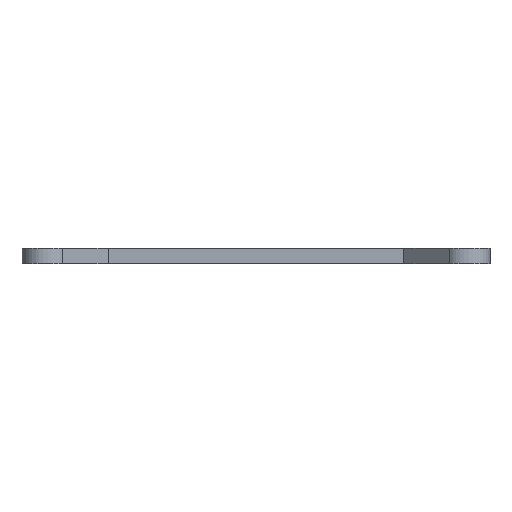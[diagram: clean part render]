
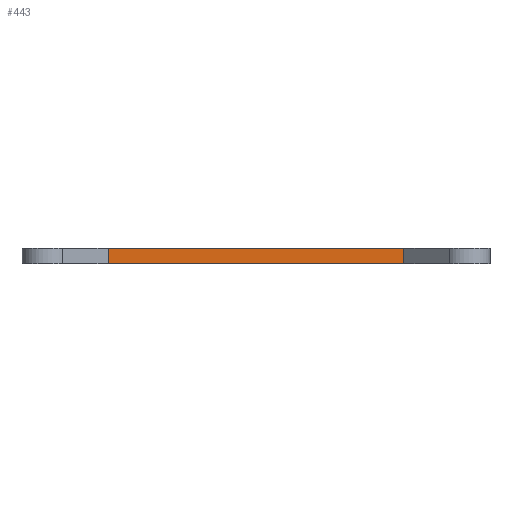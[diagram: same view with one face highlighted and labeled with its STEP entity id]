
A CAD part, left-side view. The second image highlights one B-rep face of the part: STEP entity #443.
In plain terms, the highlighted planar face has unit normal (-1, 0, 0).
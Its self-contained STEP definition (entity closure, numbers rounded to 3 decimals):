
#72 = PLANE('',#73);
#73 = AXIS2_PLACEMENT_3D('',#74,#75,#76);
#74 = CARTESIAN_POINT('',(0.,0.,6.35));
#75 = DIRECTION('',(0.,0.,1.));
#76 = DIRECTION('',(1.,0.,0.));
#126 = PLANE('',#127);
#127 = AXIS2_PLACEMENT_3D('',#128,#129,#130);
#128 = CARTESIAN_POINT('',(0.,0.,0.));
#129 = DIRECTION('',(0.,0.,1.));
#130 = DIRECTION('',(1.,0.,0.));
#334 = PLANE('',#335);
#335 = AXIS2_PLACEMENT_3D('',#336,#337,#338);
#336 = CARTESIAN_POINT('',(-96.071,81.929,0.));
#337 = DIRECTION('',(0.707,0.707,0.));
#338 = DIRECTION('',(0.707,-0.707,0.));
#373 = VERTEX_POINT('',#374);
#374 = CARTESIAN_POINT('',(-76.642,62.5,6.35));
#395 = EDGE_CURVE('',#396,#373,#398,.T.);
#396 = VERTEX_POINT('',#397);
#397 = CARTESIAN_POINT('',(-76.642,62.5,0.));
#398 = SURFACE_CURVE('',#399,(#403,#410),.PCURVE_S1.);
#399 = LINE('',#400,#401);
#400 = CARTESIAN_POINT('',(-76.642,62.5,0.));
#401 = VECTOR('',#402,1.);
#402 = DIRECTION('',(0.,0.,1.));
#403 = PCURVE('',#334,#404);
#404 = DEFINITIONAL_REPRESENTATION('',(#405),#409);
#405 = LINE('',#406,#407);
#406 = CARTESIAN_POINT('',(27.477,0.));
#407 = VECTOR('',#408,1.);
#408 = DIRECTION('',(0.,-1.));
#409 = ( GEOMETRIC_REPRESENTATION_CONTEXT(2) 
PARAMETRIC_REPRESENTATION_CONTEXT() REPRESENTATION_CONTEXT('2D SPACE',''
  ) );
#410 = PCURVE('',#411,#416);
#411 = PLANE('',#412);
#412 = AXIS2_PLACEMENT_3D('',#413,#414,#415);
#413 = CARTESIAN_POINT('',(-76.642,62.5,0.));
#414 = DIRECTION('',(1.,0.,0.));
#415 = DIRECTION('',(0.,-1.,0.));
#416 = DEFINITIONAL_REPRESENTATION('',(#417),#421);
#417 = LINE('',#418,#419);
#418 = CARTESIAN_POINT('',(0.,0.));
#419 = VECTOR('',#420,1.);
#420 = DIRECTION('',(0.,-1.));
#421 = ( GEOMETRIC_REPRESENTATION_CONTEXT(2) 
PARAMETRIC_REPRESENTATION_CONTEXT() REPRESENTATION_CONTEXT('2D SPACE',''
  ) );
#443 = ADVANCED_FACE('',(#444),#411,.F.);
#444 = FACE_BOUND('',#445,.F.);
#445 = EDGE_LOOP('',(#446,#447,#470,#498));
#446 = ORIENTED_EDGE('',*,*,#395,.T.);
#447 = ORIENTED_EDGE('',*,*,#448,.T.);
#448 = EDGE_CURVE('',#373,#449,#451,.T.);
#449 = VERTEX_POINT('',#450);
#450 = CARTESIAN_POINT('',(-76.642,-62.5,6.35));
#451 = SURFACE_CURVE('',#452,(#456,#463),.PCURVE_S1.);
#452 = LINE('',#453,#454);
#453 = CARTESIAN_POINT('',(-76.642,62.5,6.35));
#454 = VECTOR('',#455,1.);
#455 = DIRECTION('',(0.,-1.,0.));
#456 = PCURVE('',#411,#457);
#457 = DEFINITIONAL_REPRESENTATION('',(#458),#462);
#458 = LINE('',#459,#460);
#459 = CARTESIAN_POINT('',(0.,-6.35));
#460 = VECTOR('',#461,1.);
#461 = DIRECTION('',(1.,0.));
#462 = ( GEOMETRIC_REPRESENTATION_CONTEXT(2) 
PARAMETRIC_REPRESENTATION_CONTEXT() REPRESENTATION_CONTEXT('2D SPACE',''
  ) );
#463 = PCURVE('',#72,#464);
#464 = DEFINITIONAL_REPRESENTATION('',(#465),#469);
#465 = LINE('',#466,#467);
#466 = CARTESIAN_POINT('',(-76.642,62.5));
#467 = VECTOR('',#468,1.);
#468 = DIRECTION('',(0.,-1.));
#469 = ( GEOMETRIC_REPRESENTATION_CONTEXT(2) 
PARAMETRIC_REPRESENTATION_CONTEXT() REPRESENTATION_CONTEXT('2D SPACE',''
  ) );
#470 = ORIENTED_EDGE('',*,*,#471,.F.);
#471 = EDGE_CURVE('',#472,#449,#474,.T.);
#472 = VERTEX_POINT('',#473);
#473 = CARTESIAN_POINT('',(-76.642,-62.5,0.));
#474 = SURFACE_CURVE('',#475,(#479,#486),.PCURVE_S1.);
#475 = LINE('',#476,#477);
#476 = CARTESIAN_POINT('',(-76.642,-62.5,0.));
#477 = VECTOR('',#478,1.);
#478 = DIRECTION('',(0.,0.,1.));
#479 = PCURVE('',#411,#480);
#480 = DEFINITIONAL_REPRESENTATION('',(#481),#485);
#481 = LINE('',#482,#483);
#482 = CARTESIAN_POINT('',(125.,0.));
#483 = VECTOR('',#484,1.);
#484 = DIRECTION('',(0.,-1.));
#485 = ( GEOMETRIC_REPRESENTATION_CONTEXT(2) 
PARAMETRIC_REPRESENTATION_CONTEXT() REPRESENTATION_CONTEXT('2D SPACE',''
  ) );
#486 = PCURVE('',#487,#492);
#487 = PLANE('',#488);
#488 = AXIS2_PLACEMENT_3D('',#489,#490,#491);
#489 = CARTESIAN_POINT('',(-76.642,-62.5,0.));
#490 = DIRECTION('',(0.707,-0.707,0.));
#491 = DIRECTION('',(-0.707,-0.707,0.));
#492 = DEFINITIONAL_REPRESENTATION('',(#493),#497);
#493 = LINE('',#494,#495);
#494 = CARTESIAN_POINT('',(0.,0.));
#495 = VECTOR('',#496,1.);
#496 = DIRECTION('',(0.,-1.));
#497 = ( GEOMETRIC_REPRESENTATION_CONTEXT(2) 
PARAMETRIC_REPRESENTATION_CONTEXT() REPRESENTATION_CONTEXT('2D SPACE',''
  ) );
#498 = ORIENTED_EDGE('',*,*,#499,.F.);
#499 = EDGE_CURVE('',#396,#472,#500,.T.);
#500 = SURFACE_CURVE('',#501,(#505,#512),.PCURVE_S1.);
#501 = LINE('',#502,#503);
#502 = CARTESIAN_POINT('',(-76.642,62.5,0.));
#503 = VECTOR('',#504,1.);
#504 = DIRECTION('',(0.,-1.,0.));
#505 = PCURVE('',#411,#506);
#506 = DEFINITIONAL_REPRESENTATION('',(#507),#511);
#507 = LINE('',#508,#509);
#508 = CARTESIAN_POINT('',(0.,0.));
#509 = VECTOR('',#510,1.);
#510 = DIRECTION('',(1.,0.));
#511 = ( GEOMETRIC_REPRESENTATION_CONTEXT(2) 
PARAMETRIC_REPRESENTATION_CONTEXT() REPRESENTATION_CONTEXT('2D SPACE',''
  ) );
#512 = PCURVE('',#126,#513);
#513 = DEFINITIONAL_REPRESENTATION('',(#514),#518);
#514 = LINE('',#515,#516);
#515 = CARTESIAN_POINT('',(-76.642,62.5));
#516 = VECTOR('',#517,1.);
#517 = DIRECTION('',(0.,-1.));
#518 = ( GEOMETRIC_REPRESENTATION_CONTEXT(2) 
PARAMETRIC_REPRESENTATION_CONTEXT() REPRESENTATION_CONTEXT('2D SPACE',''
  ) );
